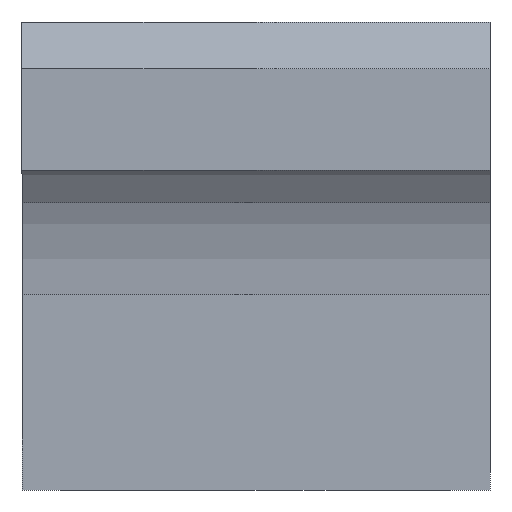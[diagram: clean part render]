
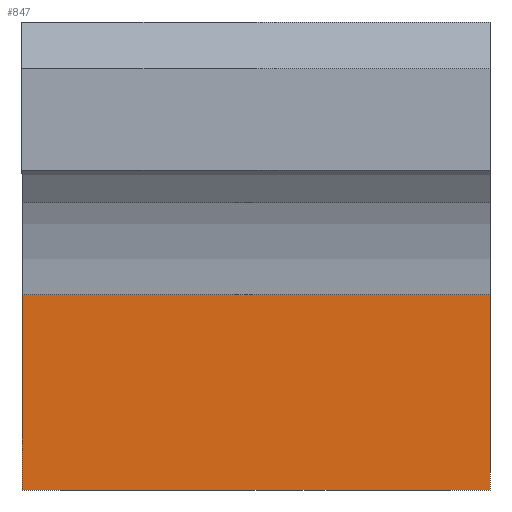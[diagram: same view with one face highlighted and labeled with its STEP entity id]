
A CAD part, left-side view. The second image highlights one B-rep face of the part: STEP entity #847.
In plain terms, the highlighted planar face has unit normal (-1, 0, 0).
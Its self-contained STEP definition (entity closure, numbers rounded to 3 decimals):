
#41=FACE_OUTER_BOUND('',#88,.T.);
#88=EDGE_LOOP('',(#594,#595,#596,#597));
#191=LINE('',#1287,#281);
#193=LINE('',#1294,#283);
#194=LINE('',#1297,#284);
#195=LINE('',#1298,#285);
#281=VECTOR('',#1012,12.5);
#283=VECTOR('',#1020,30.);
#284=VECTOR('',#1023,30.);
#285=VECTOR('',#1024,12.5);
#378=VERTEX_POINT('',#1284);
#379=VERTEX_POINT('',#1286);
#380=VERTEX_POINT('',#1290);
#382=VERTEX_POINT('',#1296);
#462=EDGE_CURVE('',#379,#378,#191,.T.);
#466=EDGE_CURVE('',#379,#380,#193,.T.);
#467=EDGE_CURVE('',#382,#378,#194,.T.);
#468=EDGE_CURVE('',#380,#382,#195,.T.);
#594=ORIENTED_EDGE('',*,*,#462,.T.);
#595=ORIENTED_EDGE('',*,*,#467,.F.);
#596=ORIENTED_EDGE('',*,*,#468,.F.);
#597=ORIENTED_EDGE('',*,*,#466,.F.);
#817=PLANE('',#905);
#847=ADVANCED_FACE('',(#41),#817,.T.);
#905=AXIS2_PLACEMENT_3D('',#1295,#1021,#1022);
#1012=DIRECTION('',(0.,0.,-1.));
#1020=DIRECTION('',(0.,-1.,0.));
#1021=DIRECTION('center_axis',(-1.,0.,0.));
#1022=DIRECTION('ref_axis',(0.,1.,0.));
#1023=DIRECTION('',(0.,1.,0.));
#1024=DIRECTION('',(0.,0.,-1.));
#1284=CARTESIAN_POINT('',(-11.,15.,-12.5));
#1286=CARTESIAN_POINT('',(-11.,15.,0.));
#1287=CARTESIAN_POINT('',(-11.,15.,0.));
#1290=CARTESIAN_POINT('',(-11.,-15.,0.));
#1294=CARTESIAN_POINT('',(-11.,15.,0.));
#1295=CARTESIAN_POINT('Origin',(-11.,-15.,0.));
#1296=CARTESIAN_POINT('',(-11.,-15.,-12.5));
#1297=CARTESIAN_POINT('',(-11.,-15.,-12.5));
#1298=CARTESIAN_POINT('',(-11.,-15.,0.));
